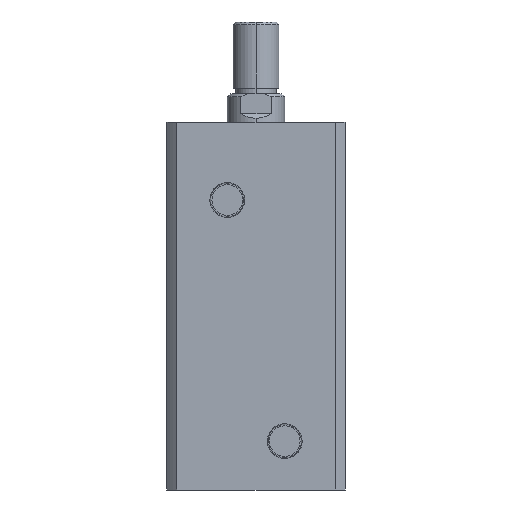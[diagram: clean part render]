
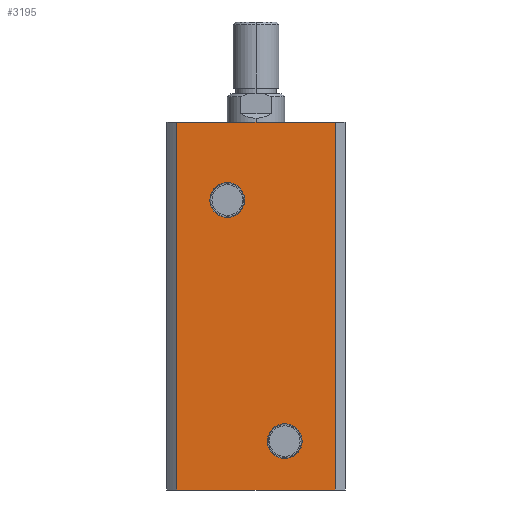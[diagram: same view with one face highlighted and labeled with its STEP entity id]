
A CAD part, left-side view. The second image highlights one B-rep face of the part: STEP entity #3195.
In plain terms, the highlighted planar face has unit normal (-1, 0, 0).
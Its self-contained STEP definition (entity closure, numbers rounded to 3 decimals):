
#4 = ORIENTED_EDGE ( 'NONE', *, *, #1981, .F. ) ;
#5 = ORIENTED_EDGE ( 'NONE', *, *, #2055, .F. ) ;
#255 = LINE ( 'NONE', #3602, #262 ) ;
#260 = LINE ( 'NONE', #3601, #264 ) ;
#261 = CIRCLE ( 'NONE', #2136, 6.06 ) ;
#262 = VECTOR ( 'NONE', #3597, 1000. ) ;
#263 = LINE ( 'NONE', #3608, #266 ) ;
#264 = VECTOR ( 'NONE', #3607, 1000. ) ;
#265 = LINE ( 'NONE', #3610, #268 ) ;
#266 = VECTOR ( 'NONE', #3609, 1000. ) ;
#267 = CIRCLE ( 'NONE', #2135, 6.06 ) ;
#268 = VECTOR ( 'NONE', #3611, 1000. ) ;
#363 = CIRCLE ( 'NONE', #2173, 6.06 ) ;
#375 = CIRCLE ( 'NONE', #2177, 6.06 ) ;
#574 = FACE_BOUND ( 'NONE', #1047, .T. ) ;
#578 = FACE_OUTER_BOUND ( 'NONE', #1004, .T. ) ;
#582 = FACE_BOUND ( 'NONE', #997, .T. ) ;
#777 = VERTEX_POINT ( 'NONE', #3101 ) ;
#778 = VERTEX_POINT ( 'NONE', #3100 ) ;
#781 = VERTEX_POINT ( 'NONE', #3097 ) ;
#997 = EDGE_LOOP ( 'NONE', ( #3035, #3036 ) ) ;
#1004 = EDGE_LOOP ( 'NONE', ( #3037, #3038, #3039, #3040 ) ) ;
#1047 = EDGE_LOOP ( 'NONE', ( #4, #5 ) ) ;
#1090 = VERTEX_POINT ( 'NONE', #3058 ) ;
#1126 = VERTEX_POINT ( 'NONE', #2731 ) ;
#1127 = VERTEX_POINT ( 'NONE', #2736 ) ;
#1145 = VERTEX_POINT ( 'NONE', #2713 ) ;
#1388 = CARTESIAN_POINT ( 'NONE',  ( -31., 10., 101. ) ) ;
#1389 = DIRECTION ( 'NONE',  ( -1., 0., 0. ) ) ;
#1390 = DIRECTION ( 'NONE',  ( 0., 0., 1. ) ) ;
#1654 = CARTESIAN_POINT ( 'NONE',  ( -31., 27.591, 128. ) ) ;
#1976 = EDGE_CURVE ( 'NONE', #3117, #777, #255, .T. ) ;
#1977 = EDGE_CURVE ( 'NONE', #3117, #778, #260, .T. ) ;
#1978 = EDGE_CURVE ( 'NONE', #778, #781, #263, .T. ) ;
#1979 = EDGE_CURVE ( 'NONE', #777, #781, #265, .T. ) ;
#1980 = EDGE_CURVE ( 'NONE', #1126, #1127, #267, .T. ) ;
#1981 = EDGE_CURVE ( 'NONE', #1090, #1145, #261, .T. ) ;
#2047 = EDGE_CURVE ( 'NONE', #1127, #1126, #363, .T. ) ;
#2055 = EDGE_CURVE ( 'NONE', #1145, #1090, #375, .T. ) ;
#2135 = AXIS2_PLACEMENT_3D ( 'NONE', #3613, #3614, #3615 ) ;
#2136 = AXIS2_PLACEMENT_3D ( 'NONE', #3616, #3617, #3618 ) ;
#2173 = AXIS2_PLACEMENT_3D ( 'NONE', #3786, #3787, #3788 ) ;
#2177 = AXIS2_PLACEMENT_3D ( 'NONE', #1388, #1389, #1390 ) ;
#2290 = AXIS2_PLACEMENT_3D ( 'NONE', #2346, #2344, #2350 ) ;
#2344 = DIRECTION ( 'NONE',  ( 1., 0., 0. ) ) ;
#2346 = CARTESIAN_POINT ( 'NONE',  ( -31., 0., 128. ) ) ;
#2348 = PLANE ( 'NONE',  #2290 ) ;
#2350 = DIRECTION ( 'NONE',  ( 0., 0., -1. ) ) ;
#2713 = CARTESIAN_POINT ( 'NONE',  ( -31., 10., 94.94 ) ) ;
#2731 = CARTESIAN_POINT ( 'NONE',  ( -31., -10., 23.06 ) ) ;
#2736 = CARTESIAN_POINT ( 'NONE',  ( -31., -10., 10.94 ) ) ;
#3035 = ORIENTED_EDGE ( 'NONE', *, *, #1980, .F. ) ;
#3036 = ORIENTED_EDGE ( 'NONE', *, *, #2047, .F. ) ;
#3037 = ORIENTED_EDGE ( 'NONE', *, *, #1979, .T. ) ;
#3038 = ORIENTED_EDGE ( 'NONE', *, *, #1978, .F. ) ;
#3039 = ORIENTED_EDGE ( 'NONE', *, *, #1977, .F. ) ;
#3040 = ORIENTED_EDGE ( 'NONE', *, *, #1976, .T. ) ;
#3058 = CARTESIAN_POINT ( 'NONE',  ( -31., 10., 107.06 ) ) ;
#3097 = CARTESIAN_POINT ( 'NONE',  ( -31., -27.591, 0. ) ) ;
#3100 = CARTESIAN_POINT ( 'NONE',  ( -31., -27.591, 128. ) ) ;
#3101 = CARTESIAN_POINT ( 'NONE',  ( -31., 27.591, 0. ) ) ;
#3117 = VERTEX_POINT ( 'NONE', #1654 ) ;
#3195 = ADVANCED_FACE ( 'NONE', ( #574, #582, #578 ), #2348, .F. ) ;
#3597 = DIRECTION ( 'NONE',  ( 0., 0., -1. ) ) ;
#3601 = CARTESIAN_POINT ( 'NONE',  ( -31., 0., 128. ) ) ;
#3602 = CARTESIAN_POINT ( 'NONE',  ( -31., 27.591, 128. ) ) ;
#3607 = DIRECTION ( 'NONE',  ( 0., -1., 0. ) ) ;
#3608 = CARTESIAN_POINT ( 'NONE',  ( -31., -27.591, 128. ) ) ;
#3609 = DIRECTION ( 'NONE',  ( 0., 0., -1. ) ) ;
#3610 = CARTESIAN_POINT ( 'NONE',  ( -31., 0., 0. ) ) ;
#3611 = DIRECTION ( 'NONE',  ( 0., -1., 0. ) ) ;
#3613 = CARTESIAN_POINT ( 'NONE',  ( -31., -10., 17. ) ) ;
#3614 = DIRECTION ( 'NONE',  ( -1., 0., 0. ) ) ;
#3615 = DIRECTION ( 'NONE',  ( 0., 0., 1. ) ) ;
#3616 = CARTESIAN_POINT ( 'NONE',  ( -31., 10., 101. ) ) ;
#3617 = DIRECTION ( 'NONE',  ( -1., 0., 0. ) ) ;
#3618 = DIRECTION ( 'NONE',  ( 0., 0., 1. ) ) ;
#3786 = CARTESIAN_POINT ( 'NONE',  ( -31., -10., 17. ) ) ;
#3787 = DIRECTION ( 'NONE',  ( -1., 0., 0. ) ) ;
#3788 = DIRECTION ( 'NONE',  ( 0., 0., 1. ) ) ;
